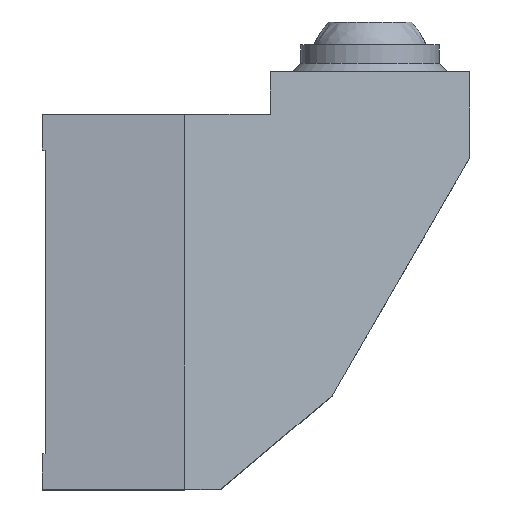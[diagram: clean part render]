
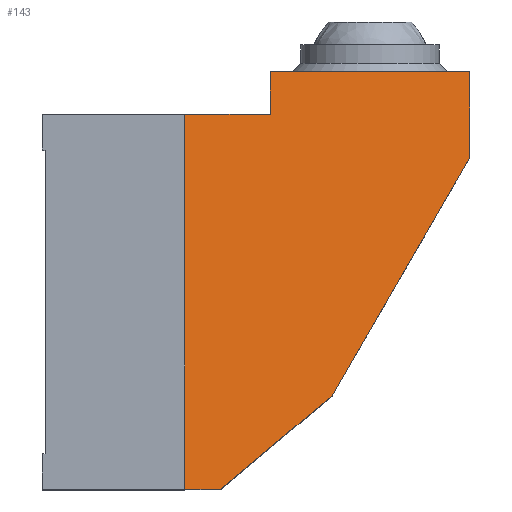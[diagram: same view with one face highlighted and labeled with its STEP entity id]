
A CAD part, top view. The second image highlights one B-rep face of the part: STEP entity #143.
In plain terms, the highlighted planar face has unit normal (0.309, 0, 0.951).
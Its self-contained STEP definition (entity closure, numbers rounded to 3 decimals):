
#143=ADVANCED_FACE('',(#289),#290,.T.);
#289=FACE_OUTER_BOUND('',#444,.T.);
#290=PLANE('',#445);
#444=EDGE_LOOP('',(#778,#779,#780,#781,#782,#783,#784,#785));
#445=AXIS2_PLACEMENT_3D('',#786,#787,#788);
#778=ORIENTED_EDGE('',*,*,#972,.T.);
#779=ORIENTED_EDGE('',*,*,#975,.T.);
#780=ORIENTED_EDGE('',*,*,#980,.F.);
#781=ORIENTED_EDGE('',*,*,#984,.T.);
#782=ORIENTED_EDGE('',*,*,#988,.T.);
#783=ORIENTED_EDGE('',*,*,#994,.T.);
#784=ORIENTED_EDGE('',*,*,#996,.T.);
#785=ORIENTED_EDGE('',*,*,#941,.F.);
#786=CARTESIAN_POINT('',(30.0,29.3,7.5));
#787=DIRECTION('',(0.309,0.0,0.951));
#788=DIRECTION('',(0.0,-1.0,0.0));
#941=EDGE_CURVE('',#1125,#1127,#1128,.T.);
#972=EDGE_CURVE('',#1125,#1174,#1176,.T.);
#975=EDGE_CURVE('',#1174,#1178,#1181,.T.);
#980=EDGE_CURVE('',#1186,#1178,#1188,.T.);
#984=EDGE_CURVE('',#1186,#1192,#1194,.T.);
#988=EDGE_CURVE('',#1192,#1198,#1200,.T.);
#994=EDGE_CURVE('',#1198,#1208,#1210,.T.);
#996=EDGE_CURVE('',#1208,#1127,#1212,.T.);
#1125=VERTEX_POINT('',#1369);
#1127=VERTEX_POINT('',#1372);
#1128=LINE('',#1373,#1374);
#1174=VERTEX_POINT('',#1442);
#1176=LINE('',#1445,#1446);
#1178=VERTEX_POINT('',#1448);
#1181=LINE('',#1452,#1453);
#1186=VERTEX_POINT('',#1460);
#1188=LINE('',#1463,#1464);
#1192=VERTEX_POINT('',#1469);
#1194=LINE('',#1472,#1473);
#1198=VERTEX_POINT('',#1478);
#1200=LINE('',#1481,#1482);
#1208=VERTEX_POINT('',#1493);
#1210=LINE('',#1496,#1497);
#1212=LINE('',#1499,#1500);
#1369=CARTESIAN_POINT('',(12.5,0.0,13.188));
#1372=CARTESIAN_POINT('',(10.0,0.0,14.0));
#1373=CARTESIAN_POINT('',(12.5,0.0,13.188));
#1374=VECTOR('',#1656,2.629);
#1442=CARTESIAN_POINT('',(20.351,6.588,10.636));
#1445=CARTESIAN_POINT('',(12.5,0.0,13.188));
#1446=VECTOR('',#1683,10.562);
#1448=CARTESIAN_POINT('',(30.0,23.3,7.5));
#1452=CARTESIAN_POINT('',(20.351,6.588,10.636));
#1453=VECTOR('',#1685,19.55);
#1460=CARTESIAN_POINT('',(30.0,29.3,7.5));
#1463=CARTESIAN_POINT('',(30.0,29.3,7.5));
#1464=VECTOR('',#1689,6.0);
#1469=CARTESIAN_POINT('',(16.0,29.3,12.05));
#1472=CARTESIAN_POINT('',(30.0,29.3,7.5));
#1473=VECTOR('',#1692,14.721);
#1478=CARTESIAN_POINT('',(16.0,26.3,12.05));
#1481=CARTESIAN_POINT('',(16.0,29.3,12.05));
#1482=VECTOR('',#1695,3.0);
#1493=CARTESIAN_POINT('',(10.0,26.3,14.0));
#1496=CARTESIAN_POINT('',(16.0,26.3,12.05));
#1497=VECTOR('',#1700,6.309);
#1499=CARTESIAN_POINT('',(10.0,26.3,14.0));
#1500=VECTOR('',#1701,26.3);
#1656=DIRECTION('',(-0.951,0.0,0.309));
#1683=DIRECTION('',(0.743,0.624,-0.242));
#1685=DIRECTION('',(0.494,0.855,-0.16));
#1689=DIRECTION('',(0.0,-1.0,0.0));
#1692=DIRECTION('',(-0.951,0.0,0.309));
#1695=DIRECTION('',(0.0,-1.0,0.0));
#1700=DIRECTION('',(-0.951,0.0,0.309));
#1701=DIRECTION('',(0.0,-1.0,0.0));
